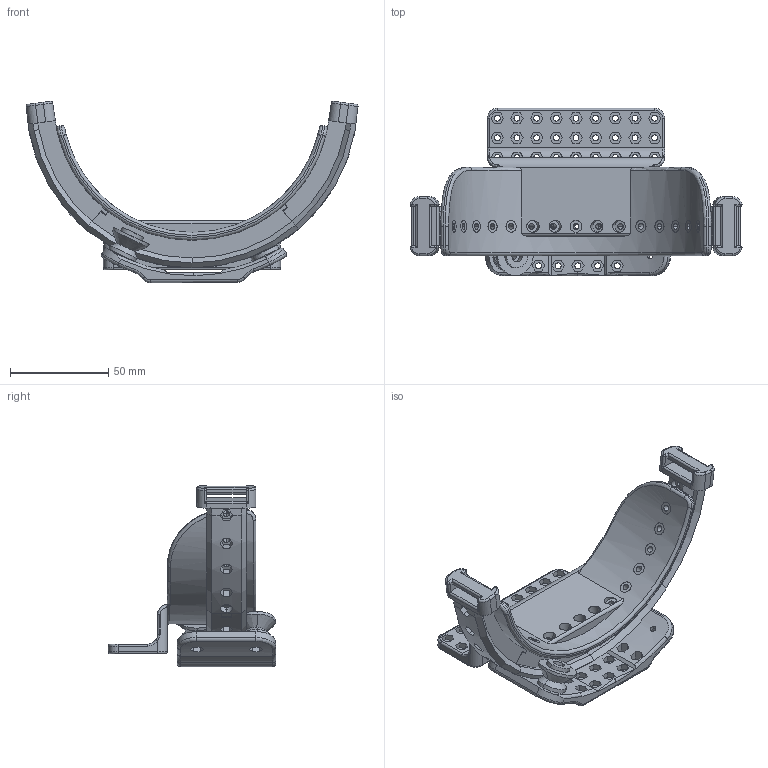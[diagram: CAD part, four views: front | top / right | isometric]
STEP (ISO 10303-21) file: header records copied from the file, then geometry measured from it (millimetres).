
FILE_DESCRIPTION (( 'STEP AP214' ), '1' );
FILE_NAME ('賑遠R70軞蚾.', '2024-11-26T10:51:26', ( '' ), ( '' ), 'SwSTEP 2.0', 'SolidWorks 2024', '' );
FILE_SCHEMA (( 'AUTOMOTIVE_DESIGN' ));
Length unit declared in the file: inch
Products named in the file (8): 滑环转接R70; 滑环R70; 滑轮; 滑环R70总装; 滑环R70公头; 滑轮母; 滑块R70; 滑环R70母头
Assembly tree (9 placements, depth 2):
  滑环R70总装
    滑环R70
    滑块R70
    滑环R70公头
    滑环R70母头
    滑环转接R70
    滑轮  x2
    滑轮母  x2
Bounding box: 168.68 x 85 x 92.15 mm (x, y, z)
Volume: 125435.6 mm3; surface area: 69747.9 mm2
Topology: 9 solids, 9 shells, 1242 faces, 3151 edges, 2030 vertices
Faces by surface type: plane 693, cylinder 444, torus 47, cone 26, bspline 20, sphere 12
Entity records: 42337 total; most frequent: CARTESIAN_POINT 12517, ORIENTED_EDGE 6166, DIRECTION 5990, EDGE_CURVE 3083, AXIS2_PLACEMENT_3D 2041, VERTEX_POINT 1992, VECTOR 1908, LINE 1908
